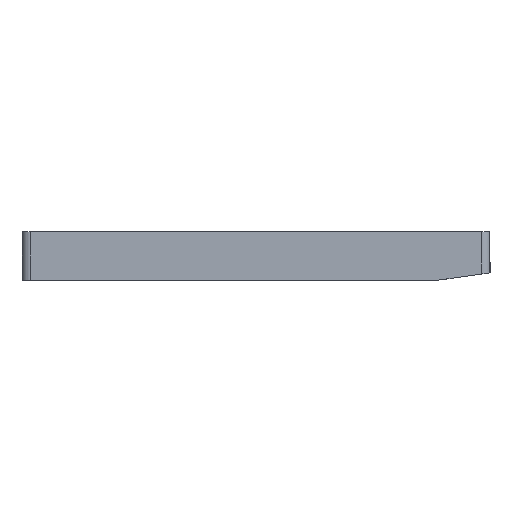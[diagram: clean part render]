
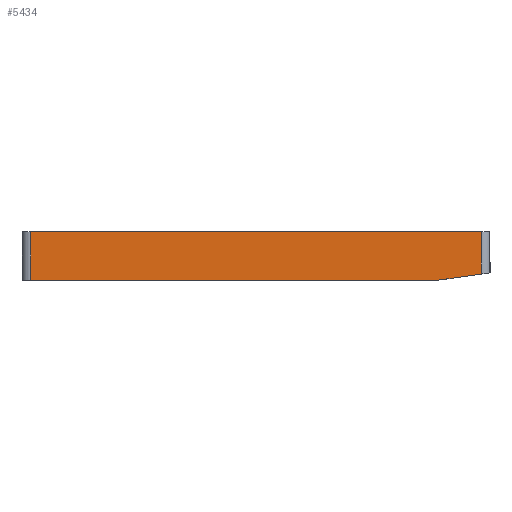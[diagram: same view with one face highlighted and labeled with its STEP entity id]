
A CAD part, left-side view. The second image highlights one B-rep face of the part: STEP entity #5434.
In plain terms, the highlighted planar face has unit normal (-1, 0, 0).
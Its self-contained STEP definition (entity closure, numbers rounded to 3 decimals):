
#39=LINE('',#7681,#582);
#70=LINE('',#7787,#613);
#76=LINE('',#7815,#619);
#565=LINE('',#9139,#1108);
#566=LINE('',#9141,#1109);
#582=VECTOR('',#6112,10.);
#613=VECTOR('',#6189,10.);
#619=VECTOR('',#6213,10.);
#1108=VECTOR('',#7550,10.);
#1109=VECTOR('',#7553,10.);
#1560=FACE_OUTER_BOUND('',#1893,.T.);
#1893=EDGE_LOOP('',(#4979,#4980,#4981,#4982,#4983));
#2168=VERTEX_POINT('',#7678);
#2169=VERTEX_POINT('',#7680);
#2220=VERTEX_POINT('',#7784);
#2221=VERTEX_POINT('',#7786);
#2234=VERTEX_POINT('',#7814);
#2698=EDGE_CURVE('',#2168,#2169,#39,.T.);
#2751=EDGE_CURVE('',#2221,#2220,#70,.T.);
#2765=EDGE_CURVE('',#2221,#2234,#76,.T.);
#3425=EDGE_CURVE('',#2234,#2168,#565,.T.);
#3426=EDGE_CURVE('',#2220,#2169,#566,.T.);
#4979=ORIENTED_EDGE('',*,*,#2751,.T.);
#4980=ORIENTED_EDGE('',*,*,#3426,.T.);
#4981=ORIENTED_EDGE('',*,*,#2698,.F.);
#4982=ORIENTED_EDGE('',*,*,#3425,.F.);
#4983=ORIENTED_EDGE('',*,*,#2765,.F.);
#5153=PLANE('',#5969);
#5434=ADVANCED_FACE('',(#1560),#5153,.T.);
#5969=AXIS2_PLACEMENT_3D('',#9140,#7551,#7552);
#6112=DIRECTION('',(0.,-1.,0.));
#6189=DIRECTION('',(0.,-0.99,0.139));
#6213=DIRECTION('',(0.,1.,0.));
#7550=DIRECTION('',(0.,0.,1.));
#7551=DIRECTION('center_axis',(-1.,0.,0.));
#7552=DIRECTION('ref_axis',(0.,1.,0.));
#7553=DIRECTION('',(0.,0.,1.));
#7678=CARTESIAN_POINT('',(9.308,115.102,7.6));
#7680=CARTESIAN_POINT('',(9.308,9.802,7.6));
#7681=CARTESIAN_POINT('',(9.308,9.802,7.6));
#7784=CARTESIAN_POINT('',(9.308,9.802,-2.269));
#7786=CARTESIAN_POINT('',(9.308,19.983,-3.7));
#7787=CARTESIAN_POINT('',(9.308,8.646,-2.107));
#7814=CARTESIAN_POINT('',(9.308,115.102,-3.7));
#7815=CARTESIAN_POINT('',(9.308,9.802,-3.7));
#9139=CARTESIAN_POINT('',(9.308,115.102,0.));
#9140=CARTESIAN_POINT('Origin',(9.308,9.802,0.));
#9141=CARTESIAN_POINT('',(9.308,9.802,0.));
